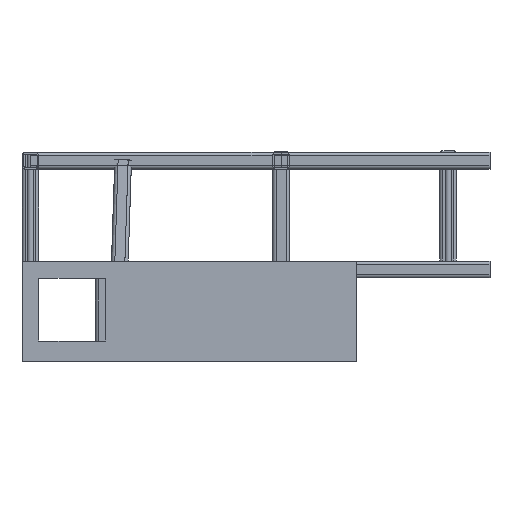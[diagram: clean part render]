
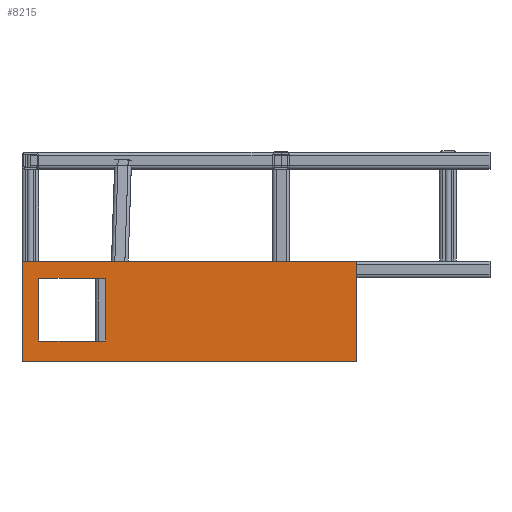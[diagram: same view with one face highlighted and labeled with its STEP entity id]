
A CAD part, front view. The second image highlights one B-rep face of the part: STEP entity #8215.
In plain terms, the highlighted planar face has unit normal (0, -1, 0).
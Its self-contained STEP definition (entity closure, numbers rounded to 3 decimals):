
#239 = CARTESIAN_POINT ( 'NONE',  ( 10., -398.506, -10.727 ) ) ;
#512 = VERTEX_POINT ( 'NONE', #7180 ) ;
#1429 = VERTEX_POINT ( 'NONE', #2120 ) ;
#1876 = EDGE_CURVE ( 'NONE', #18445, #12378, #18216, .T. ) ;
#2120 = CARTESIAN_POINT ( 'NONE',  ( 390., -398.506, -110. ) ) ;
#2403 = DIRECTION ( 'NONE',  ( 1., 0., 0. ) ) ;
#2875 = DIRECTION ( 'NONE',  ( 0., 0., 1. ) ) ;
#2956 = LINE ( 'NONE', #4603, #10311 ) ;
#3015 = VECTOR ( 'NONE', #3243, 1000. ) ;
#3243 = DIRECTION ( 'NONE',  ( 1., 0., 0. ) ) ;
#3581 = CARTESIAN_POINT ( 'NONE',  ( 390., -398.506, -110. ) ) ;
#4232 = EDGE_LOOP ( 'NONE', ( #14229, #8840, #14199, #7904 ) ) ;
#4409 = LINE ( 'NONE', #10668, #3015 ) ;
#4603 = CARTESIAN_POINT ( 'NONE',  ( -10., -398.506, -110. ) ) ;
#5558 = VERTEX_POINT ( 'NONE', #11251 ) ;
#5715 = DIRECTION ( 'NONE',  ( 0., 0., -1. ) ) ;
#5873 = EDGE_CURVE ( 'NONE', #5558, #10835, #7608, .T. ) ;
#5967 = DIRECTION ( 'NONE',  ( 0., 0., 1. ) ) ;
#6106 = VECTOR ( 'NONE', #6588, 1000. ) ;
#6588 = DIRECTION ( 'NONE',  ( 0., 0., 1. ) ) ;
#6812 = CARTESIAN_POINT ( 'NONE',  ( 90., -398.506, -10.727 ) ) ;
#6881 = LINE ( 'NONE', #11590, #11552 ) ;
#7020 = ORIENTED_EDGE ( 'NONE', *, *, #10458, .T. ) ;
#7180 = CARTESIAN_POINT ( 'NONE',  ( -10., -398.506, -110. ) ) ;
#7202 = ORIENTED_EDGE ( 'NONE', *, *, #11138, .T. ) ;
#7608 = LINE ( 'NONE', #16513, #11550 ) ;
#7904 = ORIENTED_EDGE ( 'NONE', *, *, #1876, .T. ) ;
#8074 = AXIS2_PLACEMENT_3D ( 'NONE', #16259, #17617, #2875 ) ;
#8215 = ADVANCED_FACE ( 'NONE', ( #17708, #18988 ), #8535, .F. ) ;
#8535 = PLANE ( 'NONE',  #8074 ) ;
#8840 = ORIENTED_EDGE ( 'NONE', *, *, #9864, .T. ) ;
#9067 = EDGE_LOOP ( 'NONE', ( #16333, #7202, #17155, #7020 ) ) ;
#9813 = LINE ( 'NONE', #3581, #6106 ) ;
#9864 = EDGE_CURVE ( 'NONE', #512, #1429, #6881, .T. ) ;
#10071 = CARTESIAN_POINT ( 'NONE',  ( 390., -398.506, 10. ) ) ;
#10311 = VECTOR ( 'NONE', #14953, 1000. ) ;
#10455 = EDGE_CURVE ( 'NONE', #12378, #512, #2956, .T. ) ;
#10458 = EDGE_CURVE ( 'NONE', #10835, #11817, #15060, .T. ) ;
#10467 = CARTESIAN_POINT ( 'NONE',  ( 10., -398.506, -85.727 ) ) ;
#10668 = CARTESIAN_POINT ( 'NONE',  ( 10., -398.506, -10.727 ) ) ;
#10835 = VERTEX_POINT ( 'NONE', #17774 ) ;
#11138 = EDGE_CURVE ( 'NONE', #12476, #5558, #19107, .T. ) ;
#11251 = CARTESIAN_POINT ( 'NONE',  ( 90., -398.506, -85.727 ) ) ;
#11429 = VECTOR ( 'NONE', #13810, 1000. ) ;
#11487 = CARTESIAN_POINT ( 'NONE',  ( 90., -398.506, -85.727 ) ) ;
#11550 = VECTOR ( 'NONE', #16909, 1000. ) ;
#11552 = VECTOR ( 'NONE', #2403, 1000. ) ;
#11590 = CARTESIAN_POINT ( 'NONE',  ( -10., -398.506, -110. ) ) ;
#11817 = VERTEX_POINT ( 'NONE', #239 ) ;
#11884 = VECTOR ( 'NONE', #5715, 1000. ) ;
#12378 = VERTEX_POINT ( 'NONE', #18552 ) ;
#12476 = VERTEX_POINT ( 'NONE', #6812 ) ;
#13810 = DIRECTION ( 'NONE',  ( -1., 0., 0. ) ) ;
#13991 = CARTESIAN_POINT ( 'NONE',  ( -10., -398.506, 10. ) ) ;
#14199 = ORIENTED_EDGE ( 'NONE', *, *, #19245, .T. ) ;
#14229 = ORIENTED_EDGE ( 'NONE', *, *, #10455, .T. ) ;
#14953 = DIRECTION ( 'NONE',  ( 0., 0., -1. ) ) ;
#15060 = LINE ( 'NONE', #10467, #17789 ) ;
#16259 = CARTESIAN_POINT ( 'NONE',  ( 0., -398.506, 0. ) ) ;
#16333 = ORIENTED_EDGE ( 'NONE', *, *, #17018, .T. ) ;
#16513 = CARTESIAN_POINT ( 'NONE',  ( 10., -398.506, -85.727 ) ) ;
#16909 = DIRECTION ( 'NONE',  ( -1., 0., 0. ) ) ;
#17018 = EDGE_CURVE ( 'NONE', #11817, #12476, #4409, .T. ) ;
#17155 = ORIENTED_EDGE ( 'NONE', *, *, #5873, .T. ) ;
#17617 = DIRECTION ( 'NONE',  ( 0., 1., 0. ) ) ;
#17708 = FACE_BOUND ( 'NONE', #9067, .T. ) ;
#17774 = CARTESIAN_POINT ( 'NONE',  ( 10., -398.506, -85.727 ) ) ;
#17789 = VECTOR ( 'NONE', #5967, 1000. ) ;
#18216 = LINE ( 'NONE', #13991, #11429 ) ;
#18445 = VERTEX_POINT ( 'NONE', #10071 ) ;
#18552 = CARTESIAN_POINT ( 'NONE',  ( -10., -398.506, 10. ) ) ;
#18988 = FACE_OUTER_BOUND ( 'NONE', #4232, .T. ) ;
#19107 = LINE ( 'NONE', #11487, #11884 ) ;
#19245 = EDGE_CURVE ( 'NONE', #1429, #18445, #9813, .T. ) ;
